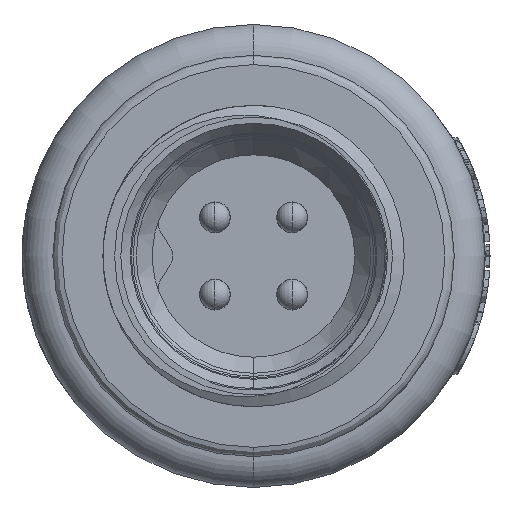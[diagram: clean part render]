
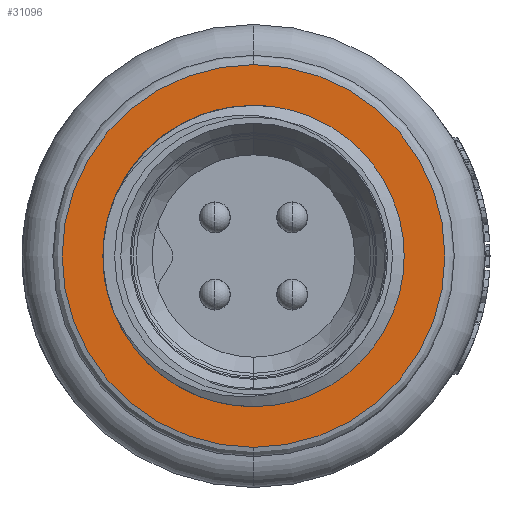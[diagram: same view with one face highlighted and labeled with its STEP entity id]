
A CAD part, left-side view. The second image highlights one B-rep face of the part: STEP entity #31096.
In plain terms, the highlighted planar face has unit normal (-1, 0, 0).
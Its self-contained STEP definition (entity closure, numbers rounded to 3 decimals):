
#308 = VERTEX_POINT ( 'NONE', #66817 ) ;
#371 = CARTESIAN_POINT ( 'NONE',  ( 3.6, -2.235, -0.096 ) ) ;
#577 = ORIENTED_EDGE ( 'NONE', *, *, #35692, .T. ) ;
#1098 = CARTESIAN_POINT ( 'NONE',  ( 3.6, -2.244, 0.471 ) ) ;
#1224 = CARTESIAN_POINT ( 'NONE',  ( 3.6, 0.31, -2.125 ) ) ;
#1459 = CARTESIAN_POINT ( 'NONE',  ( 3.6, -0.183, 2.433 ) ) ;
#2000 = ORIENTED_EDGE ( 'NONE', *, *, #25786, .F. ) ;
#3852 = EDGE_CURVE ( 'NONE', #16477, #23286, #65670, .T. ) ;
#4278 = EDGE_CURVE ( 'NONE', #23286, #16477, #49980, .T. ) ;
#4697 = EDGE_LOOP ( 'NONE', ( #2000, #12873, #14268, #11565, #577, #15097 ) ) ;
#5972 = CARTESIAN_POINT ( 'NONE',  ( 3.6, -2.207, -0.287 ) ) ;
#6701 = CARTESIAN_POINT ( 'NONE',  ( 3.6, -0.37, 2.408 ) ) ;
#6726 = CARTESIAN_POINT ( 'NONE',  ( 3.6, 2.04, -0.991 ) ) ;
#6886 = CARTESIAN_POINT ( 'NONE',  ( 3.6, -0.183, 2.433 ) ) ;
#10327 = CARTESIAN_POINT ( 'NONE',  ( 3.6, 0., 3.1 ) ) ;
#10779 = DIRECTION ( 'NONE',  ( 0., 0., -1. ) ) ;
#11565 = ORIENTED_EDGE ( 'NONE', *, *, #34770, .T. ) ;
#12680 = CARTESIAN_POINT ( 'NONE',  ( 3.6, -1.785, 1.514 ) ) ;
#12873 = ORIENTED_EDGE ( 'NONE', *, *, #34841, .T. ) ;
#14268 = ORIENTED_EDGE ( 'NONE', *, *, #15531, .T. ) ;
#14846 = CARTESIAN_POINT ( 'NONE',  ( 3.6, 0., 0. ) ) ;
#15046 = CARTESIAN_POINT ( 'NONE',  ( 3.6, -1.931, -0.989 ) ) ;
#15097 = ORIENTED_EDGE ( 'NONE', *, *, #60139, .T. ) ;
#15444 = CARTESIAN_POINT ( 'NONE',  ( 3.6, -1.597, -1.44 ) ) ;
#15531 = EDGE_CURVE ( 'NONE', #53460, #43081, #57540, .T. ) ;
#15822 = CARTESIAN_POINT ( 'NONE',  ( 3.6, -1.497, -1.539 ) ) ;
#16477 = VERTEX_POINT ( 'NONE', #42432 ) ;
#16564 = CARTESIAN_POINT ( 'NONE',  ( 3.6, -0.791, -1.986 ) ) ;
#16927 = CARTESIAN_POINT ( 'NONE',  ( 3.6, -0.526, -2.072 ) ) ;
#17107 = DIRECTION ( 'NONE',  ( 1., 0., 0. ) ) ;
#17523 = CARTESIAN_POINT ( 'NONE',  ( 3.6, -1.931, -0.989 ) ) ;
#17545 = CARTESIAN_POINT ( 'NONE',  ( 3.6, 1.663, -1.484 ) ) ;
#18370 = AXIS2_PLACEMENT_3D ( 'NONE', #40997, #57103, #63094 ) ;
#18611 = CARTESIAN_POINT ( 'NONE',  ( 3.6, -2.029, -0.825 ) ) ;
#19304 = ORIENTED_EDGE ( 'NONE', *, *, #4278, .T. ) ;
#21169 = CARTESIAN_POINT ( 'NONE',  ( 3.6, 2.133, 0. ) ) ;
#22840 = CARTESIAN_POINT ( 'NONE',  ( 3.6, -0.39, -2.102 ) ) ;
#23286 = VERTEX_POINT ( 'NONE', #10327 ) ;
#24077 = AXIS2_PLACEMENT_3D ( 'NONE', #61948, #17107, #10779 ) ;
#24670 = DIRECTION ( 'NONE',  ( 0., 0., -1. ) ) ;
#25044 = CARTESIAN_POINT ( 'NONE',  ( 3.6, 0., 0. ) ) ;
#25786 = EDGE_CURVE ( 'NONE', #26056, #308, #36918, .T. ) ;
#26056 = VERTEX_POINT ( 'NONE', #32189 ) ;
#26090 = B_SPLINE_CURVE_WITH_KNOTS ( 'NONE', 3,
 ( #26882, #72516, #56785, #17545, #40310, #6726, #52218, #52589, #40668, #51868 ),
 .UNSPECIFIED., .F., .F.,
 ( 4, 2, 2, 2, 4 ),
 ( 0., 0.001, 0.001, 0.002, 0.002 ),
 .UNSPECIFIED. ) ;
#26882 = CARTESIAN_POINT ( 'NONE',  ( 3.6, 0.976, -1.937 ) ) ;
#27573 = PLANE ( 'NONE',  #18370 ) ;
#29402 = FACE_OUTER_BOUND ( 'NONE', #58569, .T. ) ;
#29419 = CARTESIAN_POINT ( 'NONE',  ( 3.6, -0.555, 2.361 ) ) ;
#31096 = ADVANCED_FACE ( 'NONE', ( #29402, #52182 ), #27573, .F. ) ;
#32189 = CARTESIAN_POINT ( 'NONE',  ( 3.6, 2.44, 0. ) ) ;
#33689 = CARTESIAN_POINT ( 'NONE',  ( 3.6, -0.113, -2.138 ) ) ;
#34282 = CARTESIAN_POINT ( 'NONE',  ( 3.6, -1.078, 2.137 ) ) ;
#34668 = CARTESIAN_POINT ( 'NONE',  ( 3.6, -1.894, 1.355 ) ) ;
#34770 = EDGE_CURVE ( 'NONE', #43081, #47396, #73306, .T. ) ;
#34810 = ORIENTED_EDGE ( 'NONE', *, *, #3852, .T. ) ;
#34841 = EDGE_CURVE ( 'NONE', #26056, #53460, #49079, .T. ) ;
#35191 = CARTESIAN_POINT ( 'NONE',  ( 3.6, 0.848, -1.992 ) ) ;
#35692 = EDGE_CURVE ( 'NONE', #47396, #43139, #71463, .T. ) ;
#36918 = LINE ( 'NONE', #21169, #43408 ) ;
#37076 = CARTESIAN_POINT ( 'NONE',  ( 3.6, 0.976, -1.937 ) ) ;
#40310 = CARTESIAN_POINT ( 'NONE',  ( 3.6, 1.805, -1.33 ) ) ;
#40668 = CARTESIAN_POINT ( 'NONE',  ( 3.6, 2.31, -0.208 ) ) ;
#40997 = CARTESIAN_POINT ( 'NONE',  ( 3.6, 0., 0. ) ) ;
#41363 = DIRECTION ( 'NONE',  ( 0., 0., -1. ) ) ;
#42432 = CARTESIAN_POINT ( 'NONE',  ( 3.6, 0., -3.1 ) ) ;
#43081 = VERTEX_POINT ( 'NONE', #6886 ) ;
#43139 = VERTEX_POINT ( 'NONE', #37076 ) ;
#43408 = VECTOR ( 'NONE', #49563, 1000. ) ;
#46260 = CARTESIAN_POINT ( 'NONE',  ( 3.6, -2.104, -0.65 ) ) ;
#47356 = CARTESIAN_POINT ( 'NONE',  ( 3.6, -1.535, 1.796 ) ) ;
#47396 = VERTEX_POINT ( 'NONE', #15046 ) ;
#47905 = AXIS2_PLACEMENT_3D ( 'NONE', #14846, #48435, #53324 ) ;
#48435 = DIRECTION ( 'NONE',  ( 1., 0., 0. ) ) ;
#49079 = CIRCLE ( 'NONE', #47905, 2.44 ) ;
#49563 = DIRECTION ( 'NONE',  ( 0., -1., 0. ) ) ;
#49773 = CARTESIAN_POINT ( 'NONE',  ( 3.6, -0.922, -1.93 ) ) ;
#49980 = CIRCLE ( 'NONE', #69116, 3.1 ) ;
#50874 = CARTESIAN_POINT ( 'NONE',  ( 3.6, 0.718, -2.037 ) ) ;
#51868 = CARTESIAN_POINT ( 'NONE',  ( 3.6, 2.321, 0. ) ) ;
#52182 = FACE_BOUND ( 'NONE', #4697, .T. ) ;
#52196 = CARTESIAN_POINT ( 'NONE',  ( 3.6, -0.911, 2.224 ) ) ;
#52218 = CARTESIAN_POINT ( 'NONE',  ( 3.6, 2.136, -0.803 ) ) ;
#52589 = CARTESIAN_POINT ( 'NONE',  ( 3.6, 2.269, -0.414 ) ) ;
#53324 = DIRECTION ( 'NONE',  ( 0., 0., -1. ) ) ;
#53460 = VERTEX_POINT ( 'NONE', #59681 ) ;
#56536 = CARTESIAN_POINT ( 'NONE',  ( 3.6, 0.029, -2.142 ) ) ;
#56785 = CARTESIAN_POINT ( 'NONE',  ( 3.6, 1.343, -1.746 ) ) ;
#57103 = DIRECTION ( 'NONE',  ( 1., 0., 0. ) ) ;
#57540 = CIRCLE ( 'NONE', #24077, 2.44 ) ;
#58569 = EDGE_LOOP ( 'NONE', ( #34810, #19304 ) ) ;
#58584 = DIRECTION ( 'NONE',  ( -1., 0., 0. ) ) ;
#59316 = CARTESIAN_POINT ( 'NONE',  ( 3.6, -1.166, -1.795 ) ) ;
#59681 = CARTESIAN_POINT ( 'NONE',  ( 3.6, 0., 2.44 ) ) ;
#60139 = EDGE_CURVE ( 'NONE', #43139, #308, #26090, .T. ) ;
#61042 = CARTESIAN_POINT ( 'NONE',  ( 3.6, -1.281, -1.717 ) ) ;
#61777 = CARTESIAN_POINT ( 'NONE',  ( 3.6, -1.858, -1.11 ) ) ;
#61948 = CARTESIAN_POINT ( 'NONE',  ( 3.6, 0., 0. ) ) ;
#62116 = AXIS2_PLACEMENT_3D ( 'NONE', #25044, #69986, #24670 ) ;
#62522 = CARTESIAN_POINT ( 'NONE',  ( 3.6, 0.449, -2.104 ) ) ;
#63094 = DIRECTION ( 'NONE',  ( 0., 0., -1. ) ) ;
#63482 = CARTESIAN_POINT ( 'NONE',  ( 3.6, -1.392, 1.922 ) ) ;
#65670 = CIRCLE ( 'NONE', #62116, 3.1 ) ;
#66665 = CARTESIAN_POINT ( 'NONE',  ( 3.6, -1.777, -1.226 ) ) ;
#66817 = CARTESIAN_POINT ( 'NONE',  ( 3.6, 2.321, 0. ) ) ;
#67760 = CARTESIAN_POINT ( 'NONE',  ( 3.6, -1.931, -0.989 ) ) ;
#68718 = CARTESIAN_POINT ( 'NONE',  ( 3.6, -2.154, 0.851 ) ) ;
#68854 = CARTESIAN_POINT ( 'NONE',  ( 3.6, 0.976, -1.937 ) ) ;
#69116 = AXIS2_PLACEMENT_3D ( 'NONE', #69802, #58584, #41363 ) ;
#69802 = CARTESIAN_POINT ( 'NONE',  ( 3.6, 0., 0. ) ) ;
#69986 = DIRECTION ( 'NONE',  ( -1., 0., 0. ) ) ;
#71463 = B_SPLINE_CURVE_WITH_KNOTS ( 'NONE', 3,
 ( #67760, #61777, #66665, #15444, #15822, #61042, #59316, #49773, #16564, #16927, #22840, #33689, #56536, #1224, #62522, #50874, #35191, #68854 ),
 .UNSPECIFIED., .F., .F.,
 ( 4, 2, 2, 2, 2, 2, 2, 2, 4 ),
 ( 0., 0., 0.001, 0.001, 0.002, 0.002, 0.003, 0.003, 0.003 ),
 .UNSPECIFIED. ) ;
#72516 = CARTESIAN_POINT ( 'NONE',  ( 3.6, 1.168, -1.855 ) ) ;
#73306 = B_SPLINE_CURVE_WITH_KNOTS ( 'NONE', 3,
 ( #1459, #6701, #29419, #52196, #34282, #63482, #47356, #12680, #34668, #68718, #1098, #371, #5972, #46260, #18611, #17523 ),
 .UNSPECIFIED., .F., .F.,
 ( 4, 2, 2, 2, 2, 2, 2, 4 ),
 ( 0., 0.001, 0.001, 0.002, 0.003, 0.004, 0.004, 0.005 ),
 .UNSPECIFIED. ) ;
